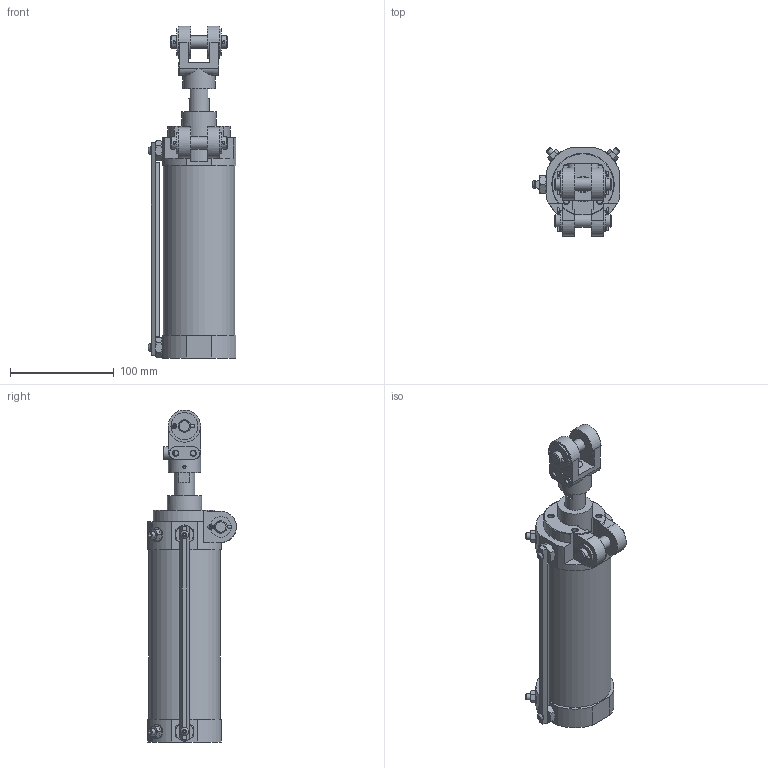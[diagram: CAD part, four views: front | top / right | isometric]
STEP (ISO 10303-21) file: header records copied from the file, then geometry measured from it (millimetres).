
FILE_DESCRIPTION(/* description */ ('STEP AP214'),/* implementation_level */ '2;1');
FILE_NAME(/* name */ '549571_DWA-63-125-Y-A',/* time_stamp */ '2024-08-23T14:47:05+02:00',/* author */ ('License CC BY-ND 4.0'),/* organization */ ('CADENAS'),/* preprocessor_version */ 'ST-DEVELOPER v19.3',/* originating_system */ 'PARTsolutions',/* authorisation */ ' ');
FILE_SCHEMA (('AUTOMOTIVE_DESIGN {1 0 10303 214 3 1 1}'));
Length unit declared in the file: millimetre
Products named in the file (7): 549571 DWA-63-125-Y-A---(0); 710971 DWA-63-125-RCA_ZYL; 710976 DWA-63-125_K; 549608 SGH-A-63_GK; 711021 63_ST; 710981 DW-63-125-RC_HS; 711023 RC1/4_BS
Assembly tree (7 placements, depth 2):
  549571 DWA-63-125-Y-A---(0)
    710971 DWA-63-125-RCA_ZYL
    710976 DWA-63-125_K
    549608 SGH-A-63_GK
    711021 63_ST
    710981 DW-63-125-RC_HS
    711023 RC1/4_BS  x2
Bounding box: 84.5 x 85.5 x 319.5 mm (x, y, z)
Volume: 583228.8 mm3; surface area: 157011.2 mm2
Topology: 7 solids, 7 shells, 620 faces, 1459 edges, 919 vertices
Faces by surface type: plane 336, cylinder 158, cone 103, torus 23
Full cylindrical faces by diameter (mm): 2.3 x10, 3 x4, 4.917 x8, 6 x6, 7.6 x2, 11.1 x2, 12 x8, 13.8 x2, 14.376 x1, 16 x1, 16.2 x1, 18 x6, 20 x5, 26 x2, 31 x3, 33 x1, 63 x2, 69 x1
Entity records: 16971 total; most frequent: CARTESIAN_POINT 3714, DIRECTION 2737, ORIENTED_EDGE 2508, EDGE_CURVE 1254, AXIS2_PLACEMENT_3D 1115, VERTEX_POINT 862, FACE_BOUND 818, EDGE_LOOP 815
